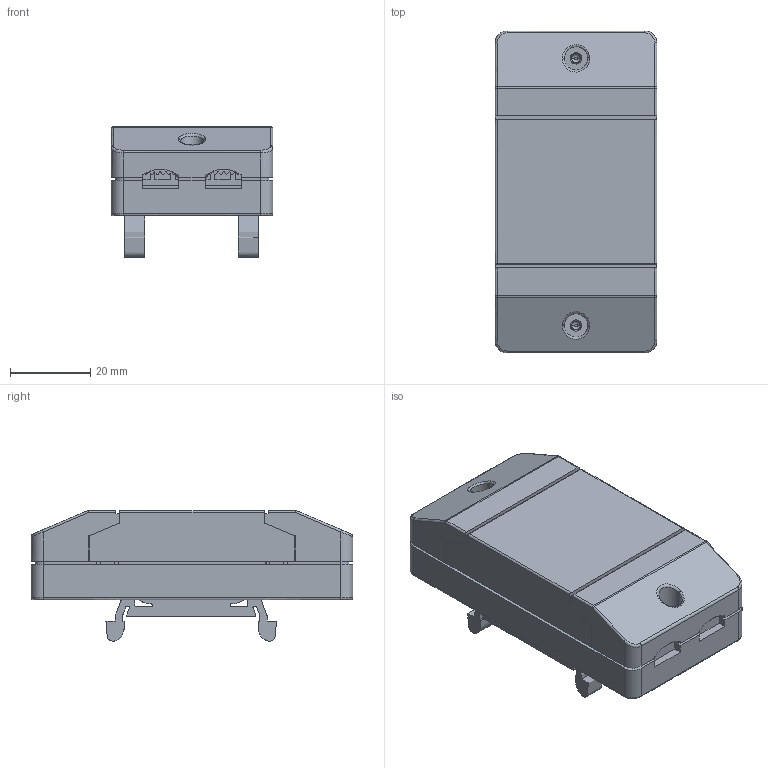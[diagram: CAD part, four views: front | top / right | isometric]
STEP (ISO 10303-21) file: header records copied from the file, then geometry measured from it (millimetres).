
FILE_DESCRIPTION(/* description */ (''),/* implementation_level */ '2;1');
FILE_NAME(/* name */ 'AO4-DL',/* time_stamp */ '2022-03-02T11:58:11+01:00',/* author */ (''),/* organization */ (''),/* preprocessor_version */ 'ST-DEVELOPER v16.5',/* originating_system */ 'Rhino 7.15',/* authorisation */ '');
FILE_SCHEMA (('AUTOMOTIVE_DESIGN'));
Length unit declared in the file: millimetre
Products named in the file (1): Document
Bounding box: 40.2 x 79.98 x 32.42 mm (x, y, z)
Volume: 30073 mm3; surface area: 38749.8 mm2
Topology: 11 solids, 11 shells, 960 faces, 2553 edges, 1644 vertices
Faces by surface type: plane 650, cylinder 174, bspline 136
Entity records: 39481 total; most frequent: CARTESIAN_POINT 22464, ORIENTED_EDGE 5104, EDGE_CURVE 2552, B_SPLINE_CURVE_WITH_KNOTS 1986, VERTEX_POINT 1642, EDGE_LOOP 1054, ADVANCED_FACE 960, FACE_OUTER_BOUND 960
